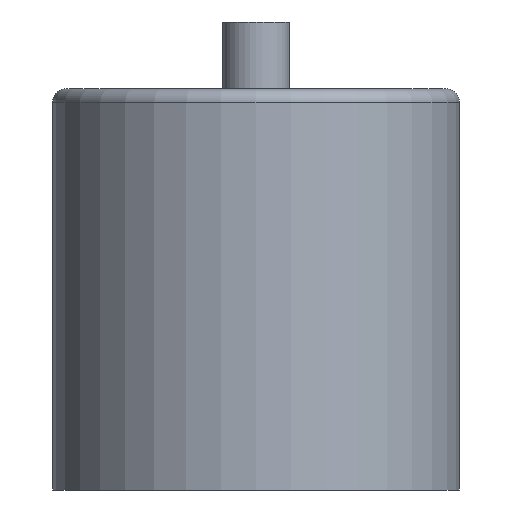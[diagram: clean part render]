
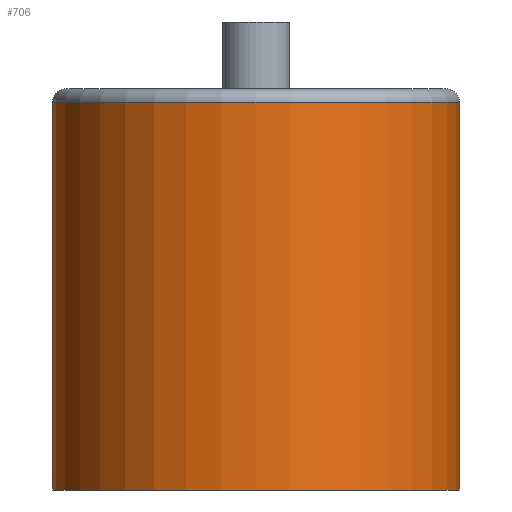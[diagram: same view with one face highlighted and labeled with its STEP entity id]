
A CAD part, front view. The second image highlights one B-rep face of the part: STEP entity #706.
In plain terms, the highlighted cylindrical face has radius 38.608 mm (diameter 77.216 mm), a partial arc.
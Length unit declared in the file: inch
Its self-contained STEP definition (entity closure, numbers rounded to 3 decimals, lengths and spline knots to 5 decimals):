
#10 = VECTOR ( 'NONE', #186, 39.37008 ) ;
#17 = FACE_OUTER_BOUND ( 'NONE', #236, .T. ) ;
#19 = CARTESIAN_POINT ( 'NONE',  ( -1.52, 0., -0.1 ) ) ;
#27 = CARTESIAN_POINT ( 'NONE',  ( 1.52, 0., -0.1 ) ) ;
#92 = CARTESIAN_POINT ( 'NONE',  ( 1.52, 0., -3. ) ) ;
#148 = DIRECTION ( 'NONE',  ( 0., 0., 1. ) ) ;
#156 = CARTESIAN_POINT ( 'NONE',  ( 0., 0., -0.1 ) ) ;
#186 = DIRECTION ( 'NONE',  ( 0., 0., 1. ) ) ;
#195 = DIRECTION ( 'NONE',  ( 0., 0., 1. ) ) ;
#209 = VECTOR ( 'NONE', #195, 39.37008 ) ;
#212 = VERTEX_POINT ( 'NONE', #487 ) ;
#217 = EDGE_CURVE ( 'NONE', #212, #713, #510, .T. ) ;
#228 = DIRECTION ( 'NONE',  ( -1., 0., 0. ) ) ;
#236 = EDGE_LOOP ( 'NONE', ( #504, #474, #505, #615 ) ) ;
#259 = EDGE_CURVE ( 'NONE', #212, #358, #339, .T. ) ;
#321 = CARTESIAN_POINT ( 'NONE',  ( 1.52, 0., 0. ) ) ;
#328 = LINE ( 'NONE', #321, #10 ) ;
#339 = CIRCLE ( 'NONE', #666, 1.52 ) ;
#342 = AXIS2_PLACEMENT_3D ( 'NONE', #726, #148, #569 ) ;
#346 = CYLINDRICAL_SURFACE ( 'NONE', #342, 1.52 ) ;
#355 = EDGE_CURVE ( 'NONE', #415, #713, #576, .T. ) ;
#358 = VERTEX_POINT ( 'NONE', #92 ) ;
#415 = VERTEX_POINT ( 'NONE', #27 ) ;
#474 = ORIENTED_EDGE ( 'NONE', *, *, #259, .T. ) ;
#487 = CARTESIAN_POINT ( 'NONE',  ( -1.52, 0., -3. ) ) ;
#504 = ORIENTED_EDGE ( 'NONE', *, *, #217, .F. ) ;
#505 = ORIENTED_EDGE ( 'NONE', *, *, #717, .T. ) ;
#510 = LINE ( 'NONE', #784, #209 ) ;
#544 = DIRECTION ( 'NONE',  ( 1., 0., 0. ) ) ;
#550 = DIRECTION ( 'NONE',  ( 0., 0., 1. ) ) ;
#569 = DIRECTION ( 'NONE',  ( 1., 0., 0. ) ) ;
#576 = CIRCLE ( 'NONE', #693, 1.52 ) ;
#583 = DIRECTION ( 'NONE',  ( 0., 0., -1. ) ) ;
#615 = ORIENTED_EDGE ( 'NONE', *, *, #355, .T. ) ;
#617 = CARTESIAN_POINT ( 'NONE',  ( 0., 0., -3. ) ) ;
#666 = AXIS2_PLACEMENT_3D ( 'NONE', #617, #550, #544 ) ;
#693 = AXIS2_PLACEMENT_3D ( 'NONE', #156, #583, #228 ) ;
#706 = ADVANCED_FACE ( 'NONE', ( #17 ), #346, .T. ) ;
#713 = VERTEX_POINT ( 'NONE', #19 ) ;
#717 = EDGE_CURVE ( 'NONE', #358, #415, #328, .T. ) ;
#726 = CARTESIAN_POINT ( 'NONE',  ( 0., 0., 0. ) ) ;
#784 = CARTESIAN_POINT ( 'NONE',  ( -1.52, 0., 0. ) ) ;
